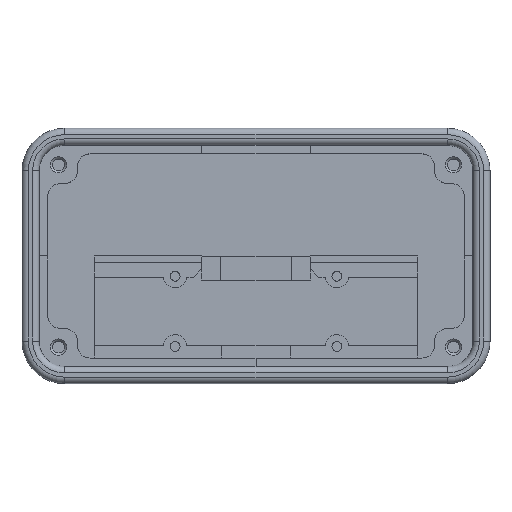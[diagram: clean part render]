
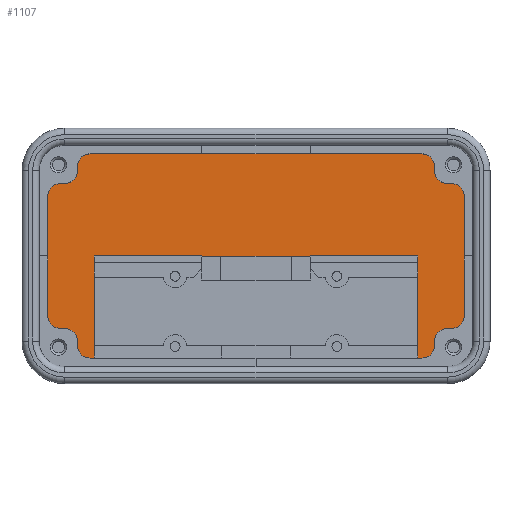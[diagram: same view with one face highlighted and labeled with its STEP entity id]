
A CAD part, top view. The second image highlights one B-rep face of the part: STEP entity #1107.
In plain terms, the highlighted planar face has unit normal (0, 0, 1).
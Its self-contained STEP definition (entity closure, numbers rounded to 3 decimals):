
#386 = EDGE_CURVE('',#387,#389,#391,.T.);
#387 = VERTEX_POINT('',#388);
#388 = CARTESIAN_POINT('',(-38.,0.,2.));
#389 = VERTEX_POINT('',#390);
#390 = CARTESIAN_POINT('',(-38.,-24.,2.));
#391 = LINE('',#392,#393);
#392 = CARTESIAN_POINT('',(-38.,0.,2.));
#393 = VECTOR('',#394,1.);
#394 = DIRECTION('',(0.,-1.,0.));
#834 = EDGE_CURVE('',#835,#837,#839,.T.);
#835 = VERTEX_POINT('',#836);
#836 = CARTESIAN_POINT('',(38.,-24.,2.));
#837 = VERTEX_POINT('',#838);
#838 = CARTESIAN_POINT('',(38.,0.,2.));
#839 = LINE('',#840,#841);
#840 = CARTESIAN_POINT('',(38.,-26.,2.));
#841 = VECTOR('',#842,1.);
#842 = DIRECTION('',(0.,1.,0.));
#1037 = EDGE_CURVE('',#837,#387,#1038,.T.);
#1038 = LINE('',#1039,#1040);
#1039 = CARTESIAN_POINT('',(38.,0.,2.));
#1040 = VECTOR('',#1041,1.);
#1041 = DIRECTION('',(-1.,0.,0.));
#1107 = ADVANCED_FACE('',(#1108),#1347,.T.);
#1108 = FACE_BOUND('',#1109,.T.);
#1109 = EDGE_LOOP('',(#1110,#1120,#1128,#1137,#1145,#1154,#1162,#1171,
    #1179,#1187,#1196,#1204,#1213,#1221,#1230,#1236,#1237,#1238,#1239,
    #1247,#1256,#1264,#1273,#1281,#1290,#1298,#1306,#1315,#1323,#1332,
    #1340));
#1110 = ORIENTED_EDGE('',*,*,#1111,.F.);
#1111 = EDGE_CURVE('',#1112,#1114,#1116,.T.);
#1112 = VERTEX_POINT('',#1113);
#1113 = CARTESIAN_POINT('',(0.,24.,2.));
#1114 = VERTEX_POINT('',#1115);
#1115 = CARTESIAN_POINT('',(39.,24.,2.));
#1116 = LINE('',#1117,#1118);
#1117 = CARTESIAN_POINT('',(0.,24.,2.));
#1118 = VECTOR('',#1119,1.);
#1119 = DIRECTION('',(1.,0.,0.));
#1120 = ORIENTED_EDGE('',*,*,#1121,.T.);
#1121 = EDGE_CURVE('',#1112,#1122,#1124,.T.);
#1122 = VERTEX_POINT('',#1123);
#1123 = CARTESIAN_POINT('',(-39.,24.,2.));
#1124 = LINE('',#1125,#1126);
#1125 = CARTESIAN_POINT('',(0.,24.,2.));
#1126 = VECTOR('',#1127,1.);
#1127 = DIRECTION('',(-1.,0.,0.));
#1128 = ORIENTED_EDGE('',*,*,#1129,.T.);
#1129 = EDGE_CURVE('',#1122,#1130,#1132,.T.);
#1130 = VERTEX_POINT('',#1131);
#1131 = CARTESIAN_POINT('',(-42.,21.,2.));
#1132 = CIRCLE('',#1133,3.);
#1133 = AXIS2_PLACEMENT_3D('',#1134,#1135,#1136);
#1134 = CARTESIAN_POINT('',(-39.,21.,2.));
#1135 = DIRECTION('',(0.,0.,1.));
#1136 = DIRECTION('',(0.,-1.,0.));
#1137 = ORIENTED_EDGE('',*,*,#1138,.T.);
#1138 = EDGE_CURVE('',#1130,#1139,#1141,.T.);
#1139 = VERTEX_POINT('',#1140);
#1140 = CARTESIAN_POINT('',(-42.,20.,2.));
#1141 = LINE('',#1142,#1143);
#1142 = CARTESIAN_POINT('',(-42.,24.,2.));
#1143 = VECTOR('',#1144,1.);
#1144 = DIRECTION('',(0.,-1.,-0.));
#1145 = ORIENTED_EDGE('',*,*,#1146,.T.);
#1146 = EDGE_CURVE('',#1139,#1147,#1149,.T.);
#1147 = VERTEX_POINT('',#1148);
#1148 = CARTESIAN_POINT('',(-45.,17.,2.));
#1149 = CIRCLE('',#1150,3.);
#1150 = AXIS2_PLACEMENT_3D('',#1151,#1152,#1153);
#1151 = CARTESIAN_POINT('',(-45.,20.,2.));
#1152 = DIRECTION('',(0.,0.,-1.));
#1153 = DIRECTION('',(0.,-1.,0.));
#1154 = ORIENTED_EDGE('',*,*,#1155,.T.);
#1155 = EDGE_CURVE('',#1147,#1156,#1158,.T.);
#1156 = VERTEX_POINT('',#1157);
#1157 = CARTESIAN_POINT('',(-46.,17.,2.));
#1158 = LINE('',#1159,#1160);
#1159 = CARTESIAN_POINT('',(-42.,17.,2.));
#1160 = VECTOR('',#1161,1.);
#1161 = DIRECTION('',(-1.,0.,0.));
#1162 = ORIENTED_EDGE('',*,*,#1163,.T.);
#1163 = EDGE_CURVE('',#1156,#1164,#1166,.T.);
#1164 = VERTEX_POINT('',#1165);
#1165 = CARTESIAN_POINT('',(-49.,14.,2.));
#1166 = CIRCLE('',#1167,3.);
#1167 = AXIS2_PLACEMENT_3D('',#1168,#1169,#1170);
#1168 = CARTESIAN_POINT('',(-46.,14.,2.));
#1169 = DIRECTION('',(0.,0.,1.));
#1170 = DIRECTION('',(0.,-1.,0.));
#1171 = ORIENTED_EDGE('',*,*,#1172,.T.);
#1172 = EDGE_CURVE('',#1164,#1173,#1175,.T.);
#1173 = VERTEX_POINT('',#1174);
#1174 = CARTESIAN_POINT('',(-49.,0.,2.));
#1175 = LINE('',#1176,#1177);
#1176 = CARTESIAN_POINT('',(-49.,17.,2.));
#1177 = VECTOR('',#1178,1.);
#1178 = DIRECTION('',(0.,-1.,-0.));
#1179 = ORIENTED_EDGE('',*,*,#1180,.F.);
#1180 = EDGE_CURVE('',#1181,#1173,#1183,.T.);
#1181 = VERTEX_POINT('',#1182);
#1182 = CARTESIAN_POINT('',(-49.,-14.,2.));
#1183 = LINE('',#1184,#1185);
#1184 = CARTESIAN_POINT('',(-49.,-17.,2.));
#1185 = VECTOR('',#1186,1.);
#1186 = DIRECTION('',(0.,1.,0.));
#1187 = ORIENTED_EDGE('',*,*,#1188,.F.);
#1188 = EDGE_CURVE('',#1189,#1181,#1191,.T.);
#1189 = VERTEX_POINT('',#1190);
#1190 = CARTESIAN_POINT('',(-46.,-17.,2.));
#1191 = CIRCLE('',#1192,3.);
#1192 = AXIS2_PLACEMENT_3D('',#1193,#1194,#1195);
#1193 = CARTESIAN_POINT('',(-46.,-14.,2.));
#1194 = DIRECTION('',(0.,0.,-1.));
#1195 = DIRECTION('',(0.,1.,0.));
#1196 = ORIENTED_EDGE('',*,*,#1197,.F.);
#1197 = EDGE_CURVE('',#1198,#1189,#1200,.T.);
#1198 = VERTEX_POINT('',#1199);
#1199 = CARTESIAN_POINT('',(-45.,-17.,2.));
#1200 = LINE('',#1201,#1202);
#1201 = CARTESIAN_POINT('',(-42.,-17.,2.));
#1202 = VECTOR('',#1203,1.);
#1203 = DIRECTION('',(-1.,0.,0.));
#1204 = ORIENTED_EDGE('',*,*,#1205,.F.);
#1205 = EDGE_CURVE('',#1206,#1198,#1208,.T.);
#1206 = VERTEX_POINT('',#1207);
#1207 = CARTESIAN_POINT('',(-42.,-20.,2.));
#1208 = CIRCLE('',#1209,3.);
#1209 = AXIS2_PLACEMENT_3D('',#1210,#1211,#1212);
#1210 = CARTESIAN_POINT('',(-45.,-20.,2.));
#1211 = DIRECTION('',(0.,0.,1.));
#1212 = DIRECTION('',(0.,1.,0.));
#1213 = ORIENTED_EDGE('',*,*,#1214,.F.);
#1214 = EDGE_CURVE('',#1215,#1206,#1217,.T.);
#1215 = VERTEX_POINT('',#1216);
#1216 = CARTESIAN_POINT('',(-42.,-21.,2.));
#1217 = LINE('',#1218,#1219);
#1218 = CARTESIAN_POINT('',(-42.,-24.,2.));
#1219 = VECTOR('',#1220,1.);
#1220 = DIRECTION('',(0.,1.,0.));
#1221 = ORIENTED_EDGE('',*,*,#1222,.F.);
#1222 = EDGE_CURVE('',#1223,#1215,#1225,.T.);
#1223 = VERTEX_POINT('',#1224);
#1224 = CARTESIAN_POINT('',(-39.,-24.,2.));
#1225 = CIRCLE('',#1226,3.);
#1226 = AXIS2_PLACEMENT_3D('',#1227,#1228,#1229);
#1227 = CARTESIAN_POINT('',(-39.,-21.,2.));
#1228 = DIRECTION('',(0.,0.,-1.));
#1229 = DIRECTION('',(0.,1.,0.));
#1230 = ORIENTED_EDGE('',*,*,#1231,.F.);
#1231 = EDGE_CURVE('',#389,#1223,#1232,.T.);
#1232 = LINE('',#1233,#1234);
#1233 = CARTESIAN_POINT('',(0.,-24.,2.));
#1234 = VECTOR('',#1235,1.);
#1235 = DIRECTION('',(-1.,0.,0.));
#1236 = ORIENTED_EDGE('',*,*,#386,.F.);
#1237 = ORIENTED_EDGE('',*,*,#1037,.F.);
#1238 = ORIENTED_EDGE('',*,*,#834,.F.);
#1239 = ORIENTED_EDGE('',*,*,#1240,.T.);
#1240 = EDGE_CURVE('',#835,#1241,#1243,.T.);
#1241 = VERTEX_POINT('',#1242);
#1242 = CARTESIAN_POINT('',(39.,-24.,2.));
#1243 = LINE('',#1244,#1245);
#1244 = CARTESIAN_POINT('',(0.,-24.,2.));
#1245 = VECTOR('',#1246,1.);
#1246 = DIRECTION('',(1.,0.,0.));
#1247 = ORIENTED_EDGE('',*,*,#1248,.T.);
#1248 = EDGE_CURVE('',#1241,#1249,#1251,.T.);
#1249 = VERTEX_POINT('',#1250);
#1250 = CARTESIAN_POINT('',(42.,-21.,2.));
#1251 = CIRCLE('',#1252,3.);
#1252 = AXIS2_PLACEMENT_3D('',#1253,#1254,#1255);
#1253 = CARTESIAN_POINT('',(39.,-21.,2.));
#1254 = DIRECTION('',(0.,-0.,1.));
#1255 = DIRECTION('',(0.,1.,0.));
#1256 = ORIENTED_EDGE('',*,*,#1257,.T.);
#1257 = EDGE_CURVE('',#1249,#1258,#1260,.T.);
#1258 = VERTEX_POINT('',#1259);
#1259 = CARTESIAN_POINT('',(42.,-20.,2.));
#1260 = LINE('',#1261,#1262);
#1261 = CARTESIAN_POINT('',(42.,-24.,2.));
#1262 = VECTOR('',#1263,1.);
#1263 = DIRECTION('',(0.,1.,0.));
#1264 = ORIENTED_EDGE('',*,*,#1265,.T.);
#1265 = EDGE_CURVE('',#1258,#1266,#1268,.T.);
#1266 = VERTEX_POINT('',#1267);
#1267 = CARTESIAN_POINT('',(45.,-17.,2.));
#1268 = CIRCLE('',#1269,3.);
#1269 = AXIS2_PLACEMENT_3D('',#1270,#1271,#1272);
#1270 = CARTESIAN_POINT('',(45.,-20.,2.));
#1271 = DIRECTION('',(0.,0.,-1.));
#1272 = DIRECTION('',(0.,1.,0.));
#1273 = ORIENTED_EDGE('',*,*,#1274,.T.);
#1274 = EDGE_CURVE('',#1266,#1275,#1277,.T.);
#1275 = VERTEX_POINT('',#1276);
#1276 = CARTESIAN_POINT('',(46.,-17.,2.));
#1277 = LINE('',#1278,#1279);
#1278 = CARTESIAN_POINT('',(42.,-17.,2.));
#1279 = VECTOR('',#1280,1.);
#1280 = DIRECTION('',(1.,0.,0.));
#1281 = ORIENTED_EDGE('',*,*,#1282,.T.);
#1282 = EDGE_CURVE('',#1275,#1283,#1285,.T.);
#1283 = VERTEX_POINT('',#1284);
#1284 = CARTESIAN_POINT('',(49.,-14.,2.));
#1285 = CIRCLE('',#1286,3.);
#1286 = AXIS2_PLACEMENT_3D('',#1287,#1288,#1289);
#1287 = CARTESIAN_POINT('',(46.,-14.,2.));
#1288 = DIRECTION('',(0.,-0.,1.));
#1289 = DIRECTION('',(0.,1.,0.));
#1290 = ORIENTED_EDGE('',*,*,#1291,.T.);
#1291 = EDGE_CURVE('',#1283,#1292,#1294,.T.);
#1292 = VERTEX_POINT('',#1293);
#1293 = CARTESIAN_POINT('',(49.,0.,2.));
#1294 = LINE('',#1295,#1296);
#1295 = CARTESIAN_POINT('',(49.,-17.,2.));
#1296 = VECTOR('',#1297,1.);
#1297 = DIRECTION('',(0.,1.,0.));
#1298 = ORIENTED_EDGE('',*,*,#1299,.F.);
#1299 = EDGE_CURVE('',#1300,#1292,#1302,.T.);
#1300 = VERTEX_POINT('',#1301);
#1301 = CARTESIAN_POINT('',(49.,14.,2.));
#1302 = LINE('',#1303,#1304);
#1303 = CARTESIAN_POINT('',(49.,17.,2.));
#1304 = VECTOR('',#1305,1.);
#1305 = DIRECTION('',(0.,-1.,0.));
#1306 = ORIENTED_EDGE('',*,*,#1307,.F.);
#1307 = EDGE_CURVE('',#1308,#1300,#1310,.T.);
#1308 = VERTEX_POINT('',#1309);
#1309 = CARTESIAN_POINT('',(46.,17.,2.));
#1310 = CIRCLE('',#1311,3.);
#1311 = AXIS2_PLACEMENT_3D('',#1312,#1313,#1314);
#1312 = CARTESIAN_POINT('',(46.,14.,2.));
#1313 = DIRECTION('',(-0.,-0.,-1.));
#1314 = DIRECTION('',(0.,-1.,0.));
#1315 = ORIENTED_EDGE('',*,*,#1316,.F.);
#1316 = EDGE_CURVE('',#1317,#1308,#1319,.T.);
#1317 = VERTEX_POINT('',#1318);
#1318 = CARTESIAN_POINT('',(45.,17.,2.));
#1319 = LINE('',#1320,#1321);
#1320 = CARTESIAN_POINT('',(42.,17.,2.));
#1321 = VECTOR('',#1322,1.);
#1322 = DIRECTION('',(1.,0.,0.));
#1323 = ORIENTED_EDGE('',*,*,#1324,.F.);
#1324 = EDGE_CURVE('',#1325,#1317,#1327,.T.);
#1325 = VERTEX_POINT('',#1326);
#1326 = CARTESIAN_POINT('',(42.,20.,2.));
#1327 = CIRCLE('',#1328,3.);
#1328 = AXIS2_PLACEMENT_3D('',#1329,#1330,#1331);
#1329 = CARTESIAN_POINT('',(45.,20.,2.));
#1330 = DIRECTION('',(-0.,0.,1.));
#1331 = DIRECTION('',(0.,-1.,0.));
#1332 = ORIENTED_EDGE('',*,*,#1333,.F.);
#1333 = EDGE_CURVE('',#1334,#1325,#1336,.T.);
#1334 = VERTEX_POINT('',#1335);
#1335 = CARTESIAN_POINT('',(42.,21.,2.));
#1336 = LINE('',#1337,#1338);
#1337 = CARTESIAN_POINT('',(42.,24.,2.));
#1338 = VECTOR('',#1339,1.);
#1339 = DIRECTION('',(0.,-1.,0.));
#1340 = ORIENTED_EDGE('',*,*,#1341,.F.);
#1341 = EDGE_CURVE('',#1114,#1334,#1342,.T.);
#1342 = CIRCLE('',#1343,3.);
#1343 = AXIS2_PLACEMENT_3D('',#1344,#1345,#1346);
#1344 = CARTESIAN_POINT('',(39.,21.,2.));
#1345 = DIRECTION('',(-0.,-0.,-1.));
#1346 = DIRECTION('',(0.,-1.,0.));
#1347 = PLANE('',#1348);
#1348 = AXIS2_PLACEMENT_3D('',#1349,#1350,#1351);
#1349 = CARTESIAN_POINT('',(0.,0.,2.));
#1350 = DIRECTION('',(0.,0.,1.));
#1351 = DIRECTION('',(1.,0.,0.));
